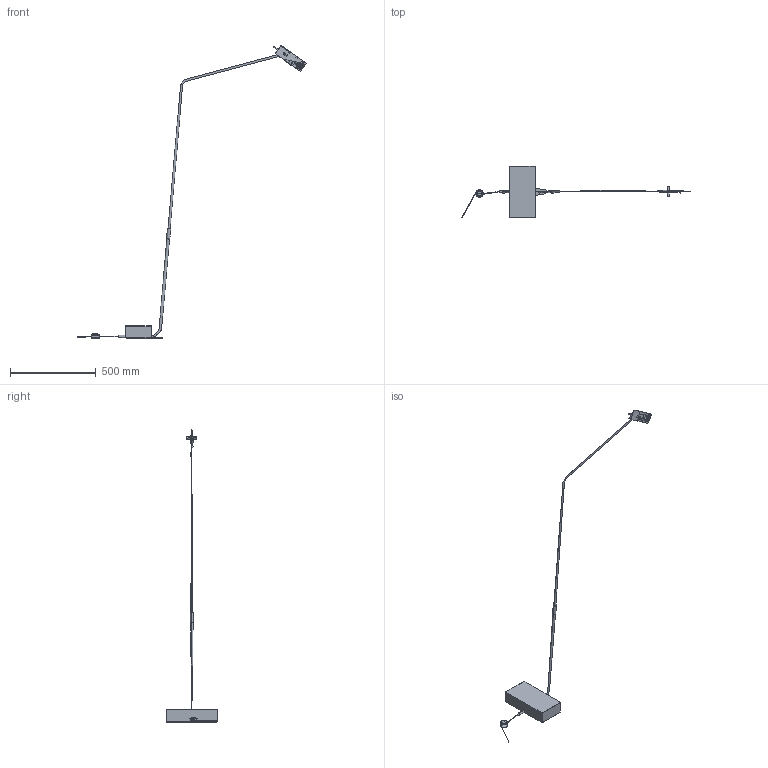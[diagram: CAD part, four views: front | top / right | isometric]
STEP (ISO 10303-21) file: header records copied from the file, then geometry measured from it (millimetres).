
FILE_DESCRIPTION(/* description */ (''),/* implementation_level */ '2;1');
FILE_NAME(/* name */ '7JH0S0~W',/* time_stamp */ '2017-10-16T14:41:15+02:00',/* author */ (''),/* organization */ (''),/* preprocessor_version */ 'ST-DEVELOPER v15',/* originating_system */ '',/* authorisation */ '');
FILE_SCHEMA (('AUTOMOTIVE_DESIGN'));
Length unit declared in the file: millimetre
Products named in the file (1): Document
Bounding box: 1332.83 x 302.14 x 1707.4 mm (x, y, z)
Volume: 3737155.3 mm3; surface area: 456954.7 mm2
Topology: 16 solids, 21 shells, 557 faces, 1168 edges, 625 vertices
Faces by surface type: bspline 530, plane 27
Entity records: 19674 total; most frequent: CARTESIAN_POINT 13303, ORIENTED_EDGE 2240, EDGE_CURVE 1126, VERTEX_POINT 608, EDGE_LOOP 570, ADVANCED_FACE 557, FACE_OUTER_BOUND 557, B_SPLINE_CURVE_WITH_KNOTS 470
